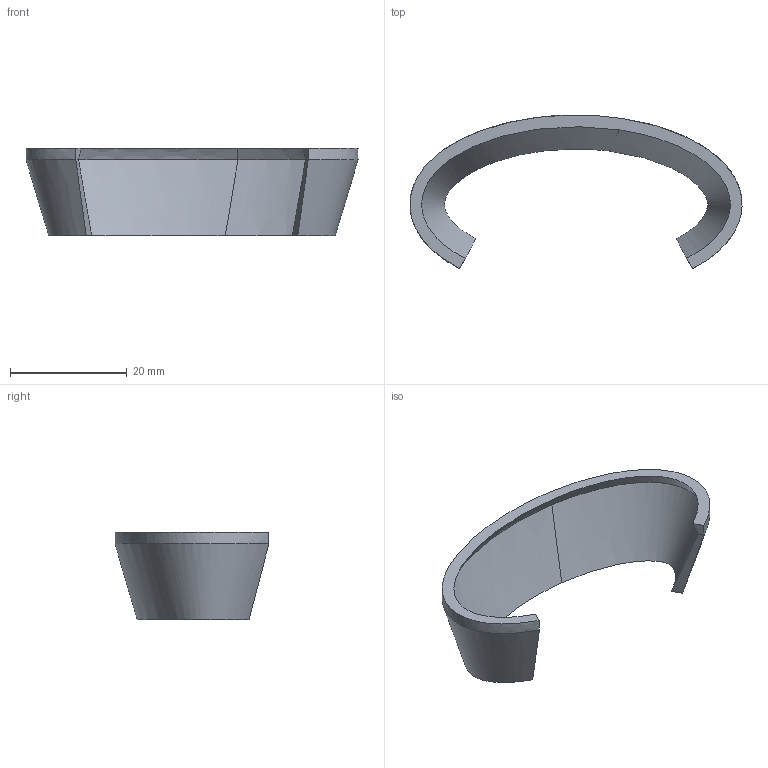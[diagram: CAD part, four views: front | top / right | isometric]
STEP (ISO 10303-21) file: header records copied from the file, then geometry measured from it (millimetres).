
FILE_DESCRIPTION(/* description */ ('Cycl_extension_aspirador'),/* implementation_level */ '2;1');
FILE_NAME(/* name */ 'G004167_Cycl_extension_aspirador.stp',/* time_stamp */ '2015-09-04T18:34:53+02:00',/* author */ ('jnazabal'),/* organization */ (''),/* preprocessor_version */ 'ST-DEVELOPER v15.6',/* originating_system */ 'Autodesk Inventor 2015',/* authorisation */ '');
FILE_SCHEMA (('AUTOMOTIVE_DESIGN { 1 0 10303 214 3 1 1 }'));
Length unit declared in the file: millimetre
Products named in the file (1): G004167_Cycl_extension_aspirador
Bounding box: 56.8 x 26.32 x 15 mm (x, y, z)
Volume: 1925.8 mm3; surface area: 3126.2 mm2
Topology: 1 solids, 1 shells, 14 faces, 36 edges, 30 vertices
Faces by surface type: bspline 10, plane 4
Entity records: 2737 total; most frequent: CARTESIAN_POINT 2439, ORIENTED_EDGE 60, DIRECTION 34, EDGE_CURVE 30, LINE 20, VECTOR 20, VERTEX_POINT 18, FACE_OUTER_BOUND 14
